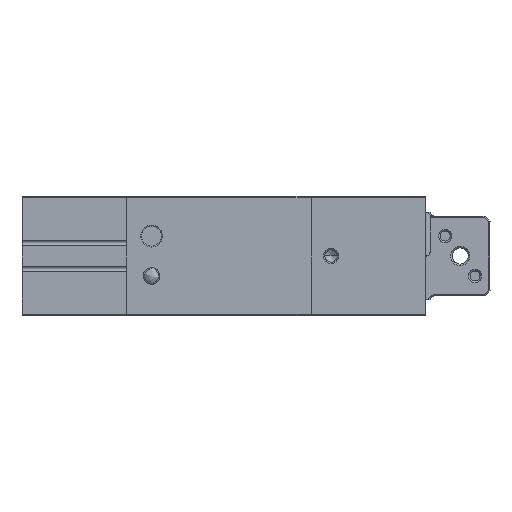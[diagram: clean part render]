
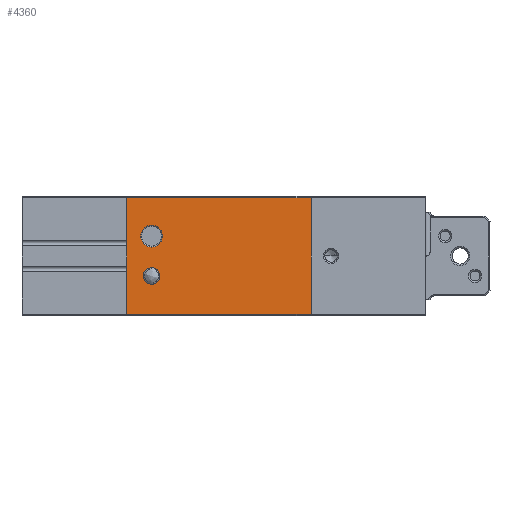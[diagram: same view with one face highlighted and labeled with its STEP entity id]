
A CAD part, front view. The second image highlights one B-rep face of the part: STEP entity #4360.
In plain terms, the highlighted planar face has unit normal (0, -1, 0).
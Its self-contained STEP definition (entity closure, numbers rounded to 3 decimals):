
#74 = CARTESIAN_POINT ( 'NONE',  ( 54.181, -15., -11.409 ) ) ;
#82 = AXIS2_PLACEMENT_3D ( 'NONE', #21749, #20003, #1954 ) ;
#107 = VERTEX_POINT ( 'NONE', #10727 ) ;
#992 = DIRECTION ( 'NONE',  ( 0., 0., -1. ) ) ;
#1397 = LINE ( 'NONE', #11538, #21430 ) ;
#1462 = AXIS2_PLACEMENT_3D ( 'NONE', #10610, #19574, #19361 ) ;
#1954 = DIRECTION ( 'NONE',  ( -1., 0., 0. ) ) ;
#2355 = CARTESIAN_POINT ( 'NONE',  ( 54.181, -15., -11.709 ) ) ;
#2572 = EDGE_CURVE ( 'NONE', #19041, #14173, #11902, .T. ) ;
#3064 = ORIENTED_EDGE ( 'NONE', *, *, #20109, .F. ) ;
#3401 = EDGE_CURVE ( 'NONE', #10033, #20711, #1397, .T. ) ;
#3957 = ORIENTED_EDGE ( 'NONE', *, *, #13320, .F. ) ;
#4109 = DIRECTION ( 'NONE',  ( 0., 0., 1. ) ) ;
#4360 = ADVANCED_FACE ( 'NONE', ( #13472, #22239, #6876 ), #9600, .F. ) ;
#4607 = EDGE_LOOP ( 'NONE', ( #14476, #17578, #14597, #3957 ) ) ;
#5038 = LINE ( 'NONE', #74, #10043 ) ;
#5046 = ORIENTED_EDGE ( 'NONE', *, *, #2572, .F. ) ;
#6022 = DIRECTION ( 'NONE',  ( 0., -1., 0. ) ) ;
#6489 = ORIENTED_EDGE ( 'NONE', *, *, #9197, .F. ) ;
#6629 = EDGE_CURVE ( 'NONE', #13445, #10639, #5038, .T. ) ;
#6686 = LINE ( 'NONE', #15739, #21507 ) ;
#6797 = CIRCLE ( 'NONE', #16235, 2.2 ) ;
#6876 = FACE_OUTER_BOUND ( 'NONE', #4607, .T. ) ;
#7040 = EDGE_CURVE ( 'NONE', #11331, #14347, #14671, .T. ) ;
#7092 = DIRECTION ( 'NONE',  ( 0., -1., 0. ) ) ;
#7210 = DIRECTION ( 'NONE',  ( 0., -1., 0. ) ) ;
#8234 = CARTESIAN_POINT ( 'NONE',  ( 59.181, -15., -5.359 ) ) ;
#8814 = CARTESIAN_POINT ( 'NONE',  ( 54.191, -15., -11.409 ) ) ;
#8989 = CARTESIAN_POINT ( 'NONE',  ( 91.171, -15., -11.409 ) ) ;
#9083 = DIRECTION ( 'NONE',  ( 0., 0., -1. ) ) ;
#9197 = EDGE_CURVE ( 'NONE', #14347, #107, #17339, .T. ) ;
#9583 = CARTESIAN_POINT ( 'NONE',  ( 61.381, -15., 4.291 ) ) ;
#9600 = PLANE ( 'NONE',  #11794 ) ;
#10033 = VERTEX_POINT ( 'NONE', #17215 ) ;
#10043 = VECTOR ( 'NONE', #17436, 1000. ) ;
#10519 = CARTESIAN_POINT ( 'NONE',  ( 59.181, -15., -3.709 ) ) ;
#10610 = CARTESIAN_POINT ( 'NONE',  ( 59.181, -15., -3.709 ) ) ;
#10639 = VERTEX_POINT ( 'NONE', #8814 ) ;
#10727 = CARTESIAN_POINT ( 'NONE',  ( 56.981, -15., 4.291 ) ) ;
#10750 = LINE ( 'NONE', #22594, #15957 ) ;
#11331 = VERTEX_POINT ( 'NONE', #21487 ) ;
#11532 = CARTESIAN_POINT ( 'NONE',  ( 59.181, -15., 4.291 ) ) ;
#11538 = CARTESIAN_POINT ( 'NONE',  ( 54.181, -15., 11.991 ) ) ;
#11794 = AXIS2_PLACEMENT_3D ( 'NONE', #2355, #14659, #4109 ) ;
#11902 = CIRCLE ( 'NONE', #1462, 1.65 ) ;
#12932 = CARTESIAN_POINT ( 'NONE',  ( 59.181, -15., -3.709 ) ) ;
#13320 = EDGE_CURVE ( 'NONE', #20711, #13445, #6686, .T. ) ;
#13445 = VERTEX_POINT ( 'NONE', #8989 ) ;
#13472 = FACE_BOUND ( 'NONE', #22215, .T. ) ;
#13530 = DIRECTION ( 'NONE',  ( 0., -1., 0. ) ) ;
#13646 = CIRCLE ( 'NONE', #16734, 1.65 ) ;
#13852 = AXIS2_PLACEMENT_3D ( 'NONE', #12932, #6022, #14933 ) ;
#13890 = ORIENTED_EDGE ( 'NONE', *, *, #19248, .F. ) ;
#14036 = EDGE_CURVE ( 'NONE', #14173, #17053, #16302, .T. ) ;
#14051 = CARTESIAN_POINT ( 'NONE',  ( 60.831, -15., -3.709 ) ) ;
#14145 = CARTESIAN_POINT ( 'NONE',  ( 59.181, -15., 4.291 ) ) ;
#14173 = VERTEX_POINT ( 'NONE', #14051 ) ;
#14347 = VERTEX_POINT ( 'NONE', #9583 ) ;
#14476 = ORIENTED_EDGE ( 'NONE', *, *, #3401, .F. ) ;
#14597 = ORIENTED_EDGE ( 'NONE', *, *, #6629, .F. ) ;
#14659 = DIRECTION ( 'NONE',  ( 0., 1., 0. ) ) ;
#14671 = CIRCLE ( 'NONE', #22708, 2.2 ) ;
#14706 = ORIENTED_EDGE ( 'NONE', *, *, #7040, .F. ) ;
#14927 = ORIENTED_EDGE ( 'NONE', *, *, #14036, .F. ) ;
#14933 = DIRECTION ( 'NONE',  ( -1., 0., 0. ) ) ;
#15592 = DIRECTION ( 'NONE',  ( 0., 0., -1. ) ) ;
#15739 = CARTESIAN_POINT ( 'NONE',  ( 91.171, -15., -11.709 ) ) ;
#15957 = VECTOR ( 'NONE', #20761, 1000. ) ;
#16235 = AXIS2_PLACEMENT_3D ( 'NONE', #14145, #7092, #9083 ) ;
#16302 = CIRCLE ( 'NONE', #13852, 1.65 ) ;
#16734 = AXIS2_PLACEMENT_3D ( 'NONE', #10519, #7210, #22775 ) ;
#17006 = EDGE_CURVE ( 'NONE', #10639, #10033, #10750, .T. ) ;
#17053 = VERTEX_POINT ( 'NONE', #20916 ) ;
#17215 = CARTESIAN_POINT ( 'NONE',  ( 54.191, -15., 11.991 ) ) ;
#17339 = CIRCLE ( 'NONE', #82, 2.2 ) ;
#17436 = DIRECTION ( 'NONE',  ( -1., 0., 0. ) ) ;
#17578 = ORIENTED_EDGE ( 'NONE', *, *, #17006, .F. ) ;
#17857 = CARTESIAN_POINT ( 'NONE',  ( 91.171, -15., 11.991 ) ) ;
#19041 = VERTEX_POINT ( 'NONE', #8234 ) ;
#19248 = EDGE_CURVE ( 'NONE', #107, #11331, #6797, .T. ) ;
#19361 = DIRECTION ( 'NONE',  ( 0., 0., -1. ) ) ;
#19574 = DIRECTION ( 'NONE',  ( 0., -1., 0. ) ) ;
#19952 = EDGE_LOOP ( 'NONE', ( #6489, #14706, #13890 ) ) ;
#20003 = DIRECTION ( 'NONE',  ( 0., -1., 0. ) ) ;
#20109 = EDGE_CURVE ( 'NONE', #17053, #19041, #13646, .T. ) ;
#20283 = DIRECTION ( 'NONE',  ( 1., 0., 0. ) ) ;
#20711 = VERTEX_POINT ( 'NONE', #17857 ) ;
#20761 = DIRECTION ( 'NONE',  ( 0., 0., 1. ) ) ;
#20916 = CARTESIAN_POINT ( 'NONE',  ( 57.531, -15., -3.709 ) ) ;
#21430 = VECTOR ( 'NONE', #20283, 1000. ) ;
#21487 = CARTESIAN_POINT ( 'NONE',  ( 59.181, -15., 2.091 ) ) ;
#21507 = VECTOR ( 'NONE', #15592, 1000. ) ;
#21749 = CARTESIAN_POINT ( 'NONE',  ( 59.181, -15., 4.291 ) ) ;
#22215 = EDGE_LOOP ( 'NONE', ( #14927, #5046, #3064 ) ) ;
#22239 = FACE_BOUND ( 'NONE', #19952, .T. ) ;
#22594 = CARTESIAN_POINT ( 'NONE',  ( 54.191, -15., -11.709 ) ) ;
#22708 = AXIS2_PLACEMENT_3D ( 'NONE', #11532, #13530, #992 ) ;
#22775 = DIRECTION ( 'NONE',  ( 0., 0., -1. ) ) ;
